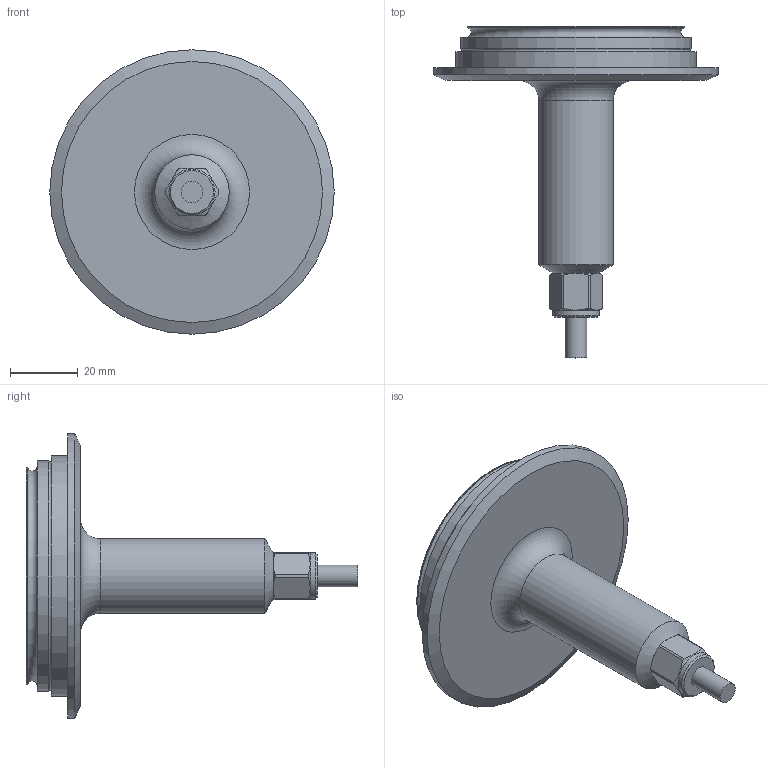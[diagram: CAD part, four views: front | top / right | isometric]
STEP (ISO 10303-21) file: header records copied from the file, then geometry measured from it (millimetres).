
FILE_DESCRIPTION( ( 'Unknown' ), '1' );
FILE_NAME( 'PBMH_xxxxxxxx5361xxx.stp', 'Unknown', ( 'Unknown' ), ( 'Unknown' ), 'PSStep 14.0', 'Unknown', ' ' );
FILE_SCHEMA( ( 'AUTOMOTIVE_DESIGN { 1 0 10303 214 1 1 1 1 }' ) );
Length unit declared in the file: millimetre
Products named in the file (1): 11090736
Bounding box: 84 x 98 x 84 mm (x, y, z)
Volume: 88722.9 mm3; surface area: 19066.3 mm2
Topology: 1 solids, 1 shells, 42 faces, 91 edges, 57 vertices
Faces by surface type: plane 14, cylinder 13, cone 10, torus 5
Full cylindrical faces by diameter (mm): 6.3 x1, 13.6 x1, 22 x1, 64 x1, 68 x1, 71 x1, 84 x1
Entity records: 1452 total; most frequent: CARTESIAN_POINT 279, DIRECTION 178, ORIENTED_EDGE 140, AXIS2_PLACEMENT_3D 83, EDGE_CURVE 70, EDGE_LOOP 64, FACE_OUTER_BOUND 54, VERTEX_POINT 52
